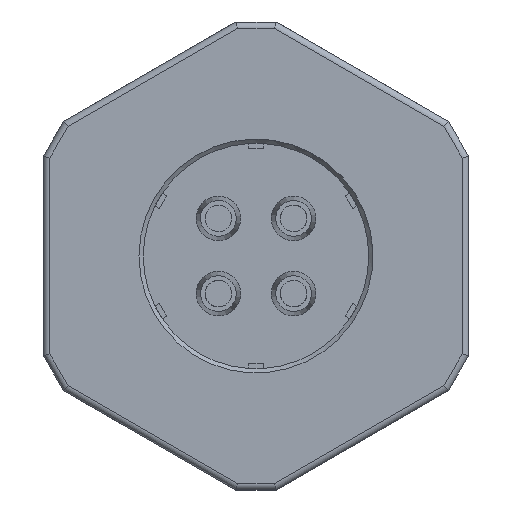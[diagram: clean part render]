
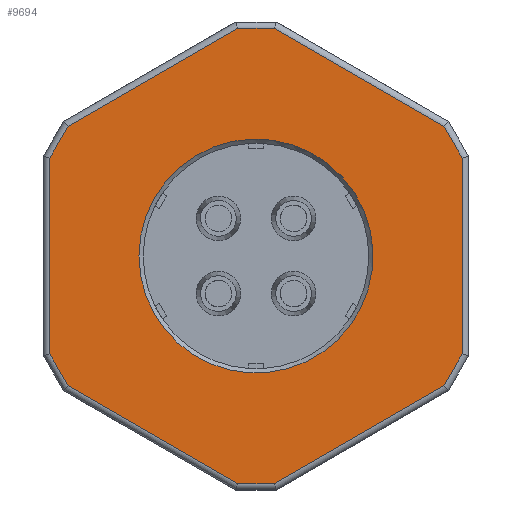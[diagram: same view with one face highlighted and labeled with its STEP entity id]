
A CAD part, left-side view. The second image highlights one B-rep face of the part: STEP entity #9694.
In plain terms, the highlighted planar face has unit normal (-1, 0, 0).
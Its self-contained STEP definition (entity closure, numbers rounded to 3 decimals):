
#340=PLANE('',#10599);
#997=LINE('',#21053,#1950);
#998=LINE('',#21056,#1951);
#999=LINE('',#21058,#1952);
#1000=LINE('',#21060,#1953);
#1001=LINE('',#21062,#1954);
#1002=LINE('',#21064,#1955);
#1003=LINE('',#21066,#1956);
#1004=LINE('',#21068,#1957);
#1005=LINE('',#21070,#1958);
#1006=LINE('',#21072,#1959);
#1007=LINE('',#21074,#1960);
#1008=LINE('',#21076,#1961);
#1950=VECTOR('',#11987,1000.);
#1951=VECTOR('',#11988,1000.);
#1952=VECTOR('',#11989,1000.);
#1953=VECTOR('',#11990,1000.);
#1954=VECTOR('',#11991,1000.);
#1955=VECTOR('',#11992,1000.);
#1956=VECTOR('',#11993,1000.);
#1957=VECTOR('',#11994,1000.);
#1958=VECTOR('',#11995,1000.);
#1959=VECTOR('',#11996,1000.);
#1960=VECTOR('',#11997,1000.);
#1961=VECTOR('',#11998,1000.);
#3459=ORIENTED_EDGE('',*,*,#5910,.T.);
#3460=ORIENTED_EDGE('',*,*,#5911,.T.);
#3461=ORIENTED_EDGE('',*,*,#5912,.T.);
#3462=ORIENTED_EDGE('',*,*,#5913,.T.);
#3463=ORIENTED_EDGE('',*,*,#5914,.T.);
#3464=ORIENTED_EDGE('',*,*,#5915,.T.);
#3465=ORIENTED_EDGE('',*,*,#5916,.T.);
#3466=ORIENTED_EDGE('',*,*,#5917,.T.);
#3467=ORIENTED_EDGE('',*,*,#5918,.T.);
#3468=ORIENTED_EDGE('',*,*,#5919,.T.);
#3469=ORIENTED_EDGE('',*,*,#5920,.T.);
#3470=ORIENTED_EDGE('',*,*,#5921,.T.);
#3471=ORIENTED_EDGE('',*,*,#5922,.T.);
#5910=EDGE_CURVE('',#7145,#7145,#7851,.T.);
#5911=EDGE_CURVE('',#7146,#7147,#997,.F.);
#5912=EDGE_CURVE('',#7147,#7148,#998,.F.);
#5913=EDGE_CURVE('',#7148,#7149,#999,.F.);
#5914=EDGE_CURVE('',#7149,#7150,#1000,.F.);
#5915=EDGE_CURVE('',#7150,#7151,#1001,.F.);
#5916=EDGE_CURVE('',#7151,#7152,#1002,.F.);
#5917=EDGE_CURVE('',#7152,#7153,#1003,.F.);
#5918=EDGE_CURVE('',#7153,#7154,#1004,.F.);
#5919=EDGE_CURVE('',#7154,#7155,#1005,.F.);
#5920=EDGE_CURVE('',#7155,#7156,#1006,.F.);
#5921=EDGE_CURVE('',#7156,#7157,#1007,.F.);
#5922=EDGE_CURVE('',#7157,#7146,#1008,.F.);
#7145=VERTEX_POINT('',#21052);
#7146=VERTEX_POINT('',#21054);
#7147=VERTEX_POINT('',#21055);
#7148=VERTEX_POINT('',#21057);
#7149=VERTEX_POINT('',#21059);
#7150=VERTEX_POINT('',#21061);
#7151=VERTEX_POINT('',#21063);
#7152=VERTEX_POINT('',#21065);
#7153=VERTEX_POINT('',#21067);
#7154=VERTEX_POINT('',#21069);
#7155=VERTEX_POINT('',#21071);
#7156=VERTEX_POINT('',#21073);
#7157=VERTEX_POINT('',#21075);
#7851=CIRCLE('',#10600,5.5);
#8219=EDGE_LOOP('',(#3459));
#8220=EDGE_LOOP('',(#3460,#3461,#3462,#3463,#3464,#3465,#3466,#3467,#3468,
#3469,#3470,#3471));
#8906=FACE_BOUND('',#8219,.T.);
#8907=FACE_BOUND('',#8220,.T.);
#9694=ADVANCED_FACE('',(#8906,#8907),#340,.F.);
#10599=AXIS2_PLACEMENT_3D('',#21050,#11983,#11984);
#10600=AXIS2_PLACEMENT_3D('',#21051,#11985,#11986);
#11983=DIRECTION('',(1.,0.,0.));
#11984=DIRECTION('',(0.,0.,-1.));
#11985=DIRECTION('',(1.,0.,0.));
#11986=DIRECTION('',(0.,0.,-1.));
#11987=DIRECTION('',(0.,0.866,-0.5));
#11988=DIRECTION('',(0.,0.5,-0.866));
#11989=DIRECTION('',(0.,0.,-1.));
#11990=DIRECTION('',(0.,-0.5,-0.866));
#11991=DIRECTION('',(0.,-0.866,-0.5));
#11992=DIRECTION('',(0.,-1.,0.));
#11993=DIRECTION('',(0.,-0.866,0.5));
#11994=DIRECTION('',(0.,-0.5,0.866));
#11995=DIRECTION('',(0.,0.,1.));
#11996=DIRECTION('',(0.,0.5,0.866));
#11997=DIRECTION('',(0.,0.866,0.5));
#11998=DIRECTION('',(0.,1.,0.));
#21050=CARTESIAN_POINT('',(-1.5,0.,0.));
#21051=CARTESIAN_POINT('',(-1.5,0.,0.));
#21052=CARTESIAN_POINT('',(-1.5,0.,-5.5));
#21053=CARTESIAN_POINT('',(-1.5,-5.35,-9.266));
#21054=CARTESIAN_POINT('',(-1.5,-4.599,-9.7));
#21055=CARTESIAN_POINT('',(-1.5,-6.101,-8.833));
#21056=CARTESIAN_POINT('',(-1.5,-8.4,-4.85));
#21057=CARTESIAN_POINT('',(-1.5,-10.7,-0.867));
#21058=CARTESIAN_POINT('',(-1.5,-10.7,0.));
#21059=CARTESIAN_POINT('',(-1.5,-10.7,0.867));
#21060=CARTESIAN_POINT('',(-1.5,-8.4,4.85));
#21061=CARTESIAN_POINT('',(-1.5,-6.101,8.833));
#21062=CARTESIAN_POINT('',(-1.5,-5.35,9.266));
#21063=CARTESIAN_POINT('',(-1.5,-4.599,9.7));
#21064=CARTESIAN_POINT('',(-1.5,0.,9.7));
#21065=CARTESIAN_POINT('',(-1.5,4.599,9.7));
#21066=CARTESIAN_POINT('',(-1.5,5.35,9.266));
#21067=CARTESIAN_POINT('',(-1.5,6.101,8.833));
#21068=CARTESIAN_POINT('',(-1.5,8.4,4.85));
#21069=CARTESIAN_POINT('',(-1.5,10.7,0.867));
#21070=CARTESIAN_POINT('',(-1.5,10.7,0.));
#21071=CARTESIAN_POINT('',(-1.5,10.7,-0.867));
#21072=CARTESIAN_POINT('',(-1.5,8.4,-4.85));
#21073=CARTESIAN_POINT('',(-1.5,6.101,-8.833));
#21074=CARTESIAN_POINT('',(-1.5,5.35,-9.266));
#21075=CARTESIAN_POINT('',(-1.5,4.599,-9.7));
#21076=CARTESIAN_POINT('',(-1.5,0.,-9.7));
